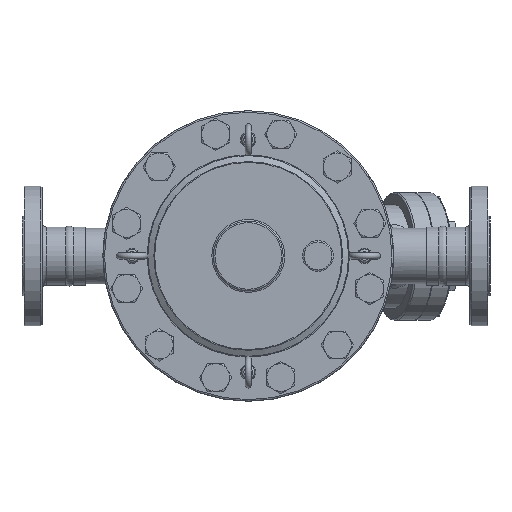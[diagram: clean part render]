
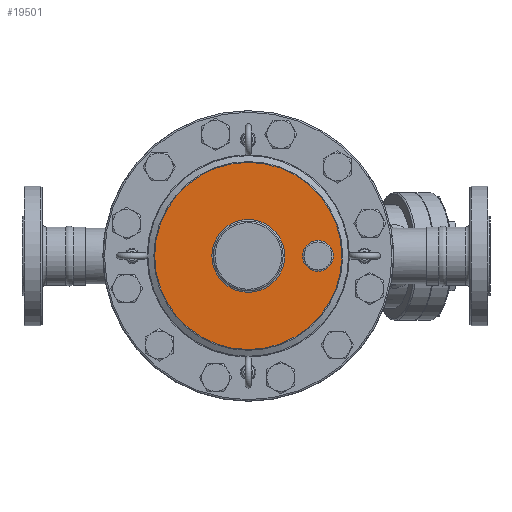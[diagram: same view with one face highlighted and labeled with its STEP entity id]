
A CAD part, top view. The second image highlights one B-rep face of the part: STEP entity #19501.
In plain terms, the highlighted planar face has unit normal (0, 0, 1).
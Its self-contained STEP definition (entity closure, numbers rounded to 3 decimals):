
#19439=CARTESIAN_POINT('',(110.0,0.,76.));
#19440=VERTEX_POINT('',#19439);
#19441=CARTESIAN_POINT('',(90.0,0.0,76.));
#19442=DIRECTION('',(0.0,0.0,1.0));
#19443=DIRECTION('',(-1.0,0.0,0.0));
#19444=AXIS2_PLACEMENT_3D('',#19441,#19442,#19443);
#19445=CIRCLE('',#19444,20.0);
#19446=EDGE_CURVE('',#19440,#19440,#19445,.T.);
#19471=CARTESIAN_POINT('',(60.67,0.0,76.));
#19472=DIRECTION('',(0.0,0.0,1.0));
#19473=DIRECTION('',(1.0,0.0,0.0));
#19474=AXIS2_PLACEMENT_3D('',#19471,#19472,#19473);
#19475=PLANE('',#19474);
#19476=CARTESIAN_POINT('',(120.804,0.,76.));
#19477=VERTEX_POINT('',#19476);
#19478=CARTESIAN_POINT('',(0.,0.0,76.));
#19479=DIRECTION('',(0.0,0.0,-1.0));
#19480=DIRECTION('',(-1.0,0.0,0.0));
#19481=AXIS2_PLACEMENT_3D('',#19478,#19479,#19480);
#19482=CIRCLE('',#19481,120.804);
#19483=EDGE_CURVE('',#19477,#19477,#19482,.T.);
#19484=ORIENTED_EDGE('',*,*,#19483,.F.);
#19485=EDGE_LOOP('',(#19484));
#19486=FACE_OUTER_BOUND('',#19485,.T.);
#19487=CARTESIAN_POINT('',(47.0,0.,76.));
#19488=VERTEX_POINT('',#19487);
#19489=CARTESIAN_POINT('',(0.,0.0,76.));
#19490=DIRECTION('',(0.0,0.0,1.0));
#19491=DIRECTION('',(-1.0,0.0,0.0));
#19492=AXIS2_PLACEMENT_3D('',#19489,#19490,#19491);
#19493=CIRCLE('',#19492,47.0);
#19494=EDGE_CURVE('',#19488,#19488,#19493,.T.);
#19495=ORIENTED_EDGE('',*,*,#19494,.F.);
#19496=EDGE_LOOP('',(#19495));
#19497=FACE_BOUND('',#19496,.T.);
#19498=ORIENTED_EDGE('',*,*,#19446,.F.);
#19499=EDGE_LOOP('',(#19498));
#19500=FACE_BOUND('',#19499,.T.);
#19501=ADVANCED_FACE('',(#19486,#19497,#19500),#19475,.T.);
